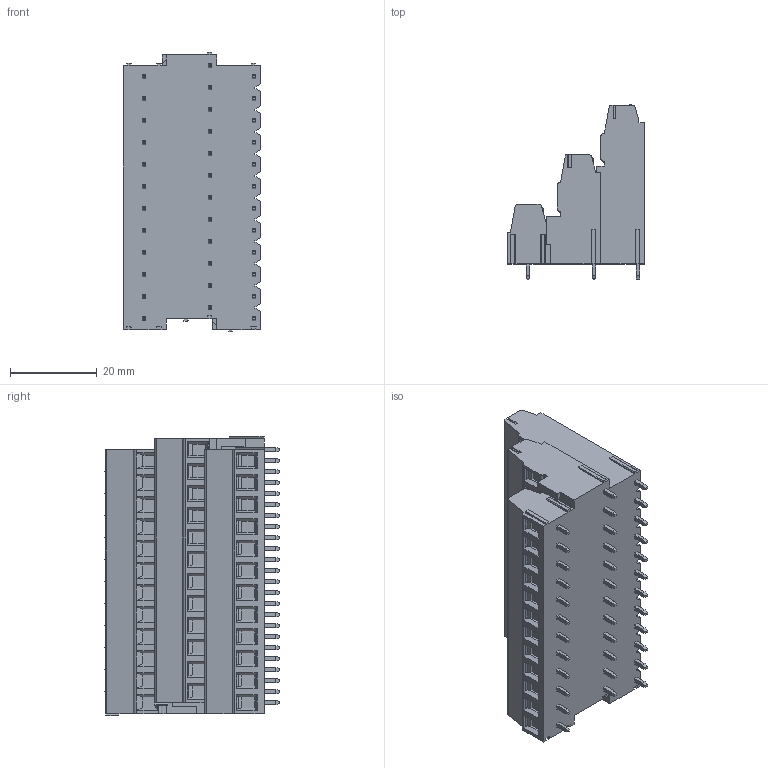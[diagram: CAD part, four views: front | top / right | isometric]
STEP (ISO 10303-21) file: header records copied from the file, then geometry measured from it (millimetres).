
FILE_DESCRIPTION((''),'2;1');
FILE_NAME('TL338VH3R-XXP-XS','2025-02-26T',('yanfa'),(''),'PRO/ENGINEER BY PARAMETRIC TECHNOLOGY CORPORATION, 2009280','PRO/ENGINEER BY PARAMETRIC TECHNOLOGY CORPORATION, 2009280','');
FILE_SCHEMA(('AUTOMOTIVE_DESIGN_CC2 { 1 2 10303 214 -1 1 5 2 }'));
Length unit declared in the file: millimetre
Products named in the file (1): TL338VH3R-XXP-XS
Bounding box: 31.8 x 40.3 x 64.65 mm (x, y, z)
Volume: 42553.4 mm3; surface area: 14008.1 mm2
Topology: 1 solids, 1 shells, 1807 faces, 4479 edges, 2783 vertices
Faces by surface type: plane 1170, cylinder 375, cone 144, torus 72, sphere 46
Entity records: 53431 total; most frequent: CARTESIAN_POINT 10509, ORIENTED_EDGE 8914, DIRECTION 8793, EDGE_CURVE 4457, VECTOR 3207, LINE 3207, AXIS2_PLACEMENT_3D 2793, VERTEX_POINT 2783
